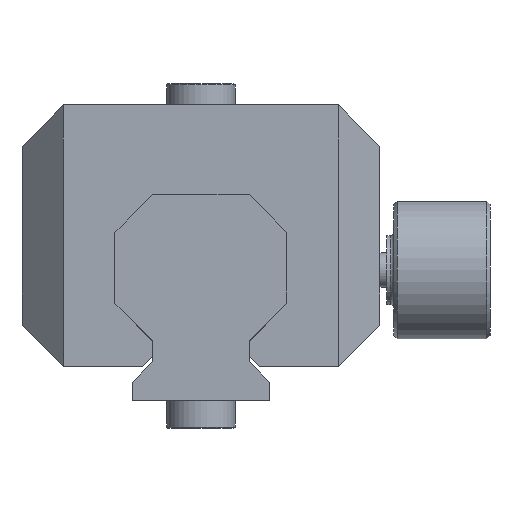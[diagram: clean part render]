
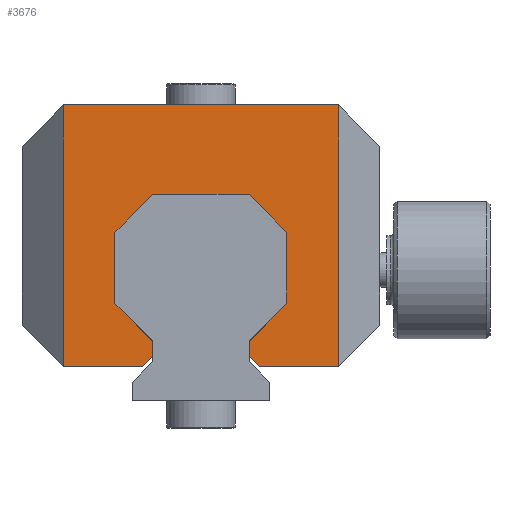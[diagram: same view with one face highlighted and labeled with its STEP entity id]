
A CAD part, front view. The second image highlights one B-rep face of the part: STEP entity #3676.
In plain terms, the highlighted face is planar.
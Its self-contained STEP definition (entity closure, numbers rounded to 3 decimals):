
#103=PLANE('',#4255);
#294=FACE_OUTER_BOUND('',#505,.T.);
#505=EDGE_LOOP('',(#3202,#3203,#3204,#3205,#3206,#3207,#3208,#3209,#3210,
#3211,#3212,#3213,#3214,#3215,#3216,#3217));
#1029=LINE('',#6539,#1276);
#1032=LINE('',#6545,#1279);
#1033=LINE('',#6547,#1280);
#1034=LINE('',#6549,#1281);
#1035=LINE('',#6551,#1282);
#1036=LINE('',#6553,#1283);
#1037=LINE('',#6555,#1284);
#1038=LINE('',#6557,#1285);
#1039=LINE('',#6559,#1286);
#1040=LINE('',#6561,#1287);
#1041=LINE('',#6563,#1288);
#1042=LINE('',#6565,#1289);
#1043=LINE('',#6567,#1290);
#1044=LINE('',#6569,#1291);
#1045=LINE('',#6571,#1292);
#1046=LINE('',#6572,#1293);
#1276=VECTOR('',#5403,10.);
#1279=VECTOR('',#5408,10.);
#1280=VECTOR('',#5409,10.);
#1281=VECTOR('',#5410,10.);
#1282=VECTOR('',#5411,10.);
#1283=VECTOR('',#5412,10.);
#1284=VECTOR('',#5413,10.);
#1285=VECTOR('',#5414,10.);
#1286=VECTOR('',#5415,10.);
#1287=VECTOR('',#5416,10.);
#1288=VECTOR('',#5417,10.);
#1289=VECTOR('',#5418,10.);
#1290=VECTOR('',#5419,10.);
#1291=VECTOR('',#5420,10.);
#1292=VECTOR('',#5421,10.);
#1293=VECTOR('',#5422,10.);
#1663=VERTEX_POINT('',#6536);
#1664=VERTEX_POINT('',#6538);
#1666=VERTEX_POINT('',#6544);
#1667=VERTEX_POINT('',#6546);
#1668=VERTEX_POINT('',#6548);
#1669=VERTEX_POINT('',#6550);
#1670=VERTEX_POINT('',#6552);
#1671=VERTEX_POINT('',#6554);
#1672=VERTEX_POINT('',#6556);
#1673=VERTEX_POINT('',#6558);
#1674=VERTEX_POINT('',#6560);
#1675=VERTEX_POINT('',#6562);
#1676=VERTEX_POINT('',#6564);
#1677=VERTEX_POINT('',#6566);
#1678=VERTEX_POINT('',#6568);
#1679=VERTEX_POINT('',#6570);
#2186=EDGE_CURVE('',#1663,#1664,#1029,.T.);
#2189=EDGE_CURVE('',#1663,#1666,#1032,.T.);
#2190=EDGE_CURVE('',#1666,#1667,#1033,.T.);
#2191=EDGE_CURVE('',#1667,#1668,#1034,.T.);
#2192=EDGE_CURVE('',#1668,#1669,#1035,.T.);
#2193=EDGE_CURVE('',#1669,#1670,#1036,.T.);
#2194=EDGE_CURVE('',#1670,#1671,#1037,.T.);
#2195=EDGE_CURVE('',#1671,#1672,#1038,.T.);
#2196=EDGE_CURVE('',#1672,#1673,#1039,.T.);
#2197=EDGE_CURVE('',#1673,#1674,#1040,.T.);
#2198=EDGE_CURVE('',#1674,#1675,#1041,.T.);
#2199=EDGE_CURVE('',#1675,#1676,#1042,.T.);
#2200=EDGE_CURVE('',#1676,#1677,#1043,.T.);
#2201=EDGE_CURVE('',#1677,#1678,#1044,.T.);
#2202=EDGE_CURVE('',#1679,#1678,#1045,.T.);
#2203=EDGE_CURVE('',#1679,#1664,#1046,.T.);
#3202=ORIENTED_EDGE('',*,*,#2186,.F.);
#3203=ORIENTED_EDGE('',*,*,#2189,.T.);
#3204=ORIENTED_EDGE('',*,*,#2190,.T.);
#3205=ORIENTED_EDGE('',*,*,#2191,.T.);
#3206=ORIENTED_EDGE('',*,*,#2192,.T.);
#3207=ORIENTED_EDGE('',*,*,#2193,.T.);
#3208=ORIENTED_EDGE('',*,*,#2194,.T.);
#3209=ORIENTED_EDGE('',*,*,#2195,.T.);
#3210=ORIENTED_EDGE('',*,*,#2196,.T.);
#3211=ORIENTED_EDGE('',*,*,#2197,.T.);
#3212=ORIENTED_EDGE('',*,*,#2198,.T.);
#3213=ORIENTED_EDGE('',*,*,#2199,.T.);
#3214=ORIENTED_EDGE('',*,*,#2200,.T.);
#3215=ORIENTED_EDGE('',*,*,#2201,.T.);
#3216=ORIENTED_EDGE('',*,*,#2202,.F.);
#3217=ORIENTED_EDGE('',*,*,#2203,.T.);
#3676=ADVANCED_FACE('',(#294),#103,.T.);
#4255=AXIS2_PLACEMENT_3D('',#6543,#5406,#5407);
#5403=DIRECTION('',(0.,0.,1.));
#5406=DIRECTION('center_axis',(0.,1.,0.));
#5407=DIRECTION('ref_axis',(0.,0.,1.));
#5408=DIRECTION('',(-1.,0.,0.));
#5409=DIRECTION('',(-0.707,0.,0.707));
#5410=DIRECTION('',(0.,0.,1.));
#5411=DIRECTION('',(0.707,0.,0.707));
#5412=DIRECTION('',(0.,0.,1.));
#5413=DIRECTION('',(-0.707,0.,0.707));
#5414=DIRECTION('',(-1.,0.,0.));
#5415=DIRECTION('',(-0.707,0.,-0.707));
#5416=DIRECTION('',(0.,0.,-1.));
#5417=DIRECTION('',(0.707,0.,-0.707));
#5418=DIRECTION('',(0.,0.,-1.));
#5419=DIRECTION('',(-0.707,0.,-0.707));
#5420=DIRECTION('',(-1.,0.,0.));
#5421=DIRECTION('',(0.,0.,-1.));
#5422=DIRECTION('',(1.,0.,0.));
#6536=CARTESIAN_POINT('',(20.,21.,-38.));
#6538=CARTESIAN_POINT('',(20.,21.,0.));
#6539=CARTESIAN_POINT('',(20.,21.,-12.463));
#6543=CARTESIAN_POINT('Origin',(0.,21.,-18.925));
#6544=CARTESIAN_POINT('',(8.5,21.,-38.));
#6545=CARTESIAN_POINT('',(20.,21.,-38.));
#6546=CARTESIAN_POINT('',(7.,21.,-36.5));
#6547=CARTESIAN_POINT('',(8.5,21.,-38.));
#6548=CARTESIAN_POINT('',(7.,21.,-34.355));
#6549=CARTESIAN_POINT('',(7.,21.,-36.5));
#6550=CARTESIAN_POINT('',(12.5,21.,-28.855));
#6551=CARTESIAN_POINT('',(7.,21.,-34.355));
#6552=CARTESIAN_POINT('',(12.5,21.,-18.5));
#6553=CARTESIAN_POINT('',(12.5,21.,-28.855));
#6554=CARTESIAN_POINT('',(7.,21.,-13.));
#6555=CARTESIAN_POINT('',(12.5,21.,-18.5));
#6556=CARTESIAN_POINT('',(-7.,21.,-13.));
#6557=CARTESIAN_POINT('',(7.,21.,-13.));
#6558=CARTESIAN_POINT('',(-12.5,21.,-18.5));
#6559=CARTESIAN_POINT('',(-7.,21.,-13.));
#6560=CARTESIAN_POINT('',(-12.5,21.,-28.855));
#6561=CARTESIAN_POINT('',(-12.5,21.,-18.5));
#6562=CARTESIAN_POINT('',(-7.,21.,-34.355));
#6563=CARTESIAN_POINT('',(-12.5,21.,-28.855));
#6564=CARTESIAN_POINT('',(-7.,21.,-36.5));
#6565=CARTESIAN_POINT('',(-7.,21.,-34.355));
#6566=CARTESIAN_POINT('',(-8.5,21.,-38.));
#6567=CARTESIAN_POINT('',(-7.,21.,-36.5));
#6568=CARTESIAN_POINT('',(-20.,21.,-38.));
#6569=CARTESIAN_POINT('',(-8.5,21.,-38.));
#6570=CARTESIAN_POINT('',(-20.,21.,0.));
#6571=CARTESIAN_POINT('',(-20.,21.,-25.463));
#6572=CARTESIAN_POINT('',(-20.,21.,0.));
